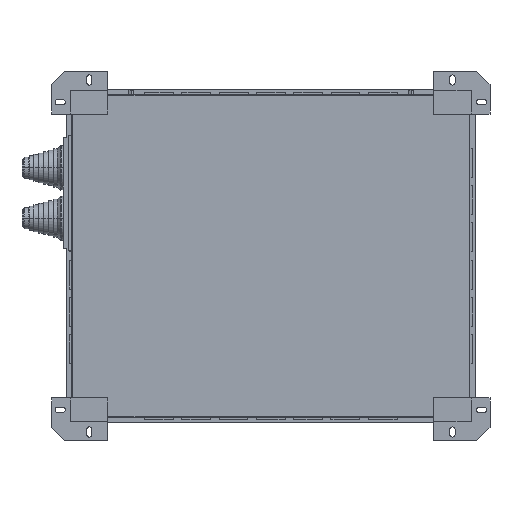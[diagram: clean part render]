
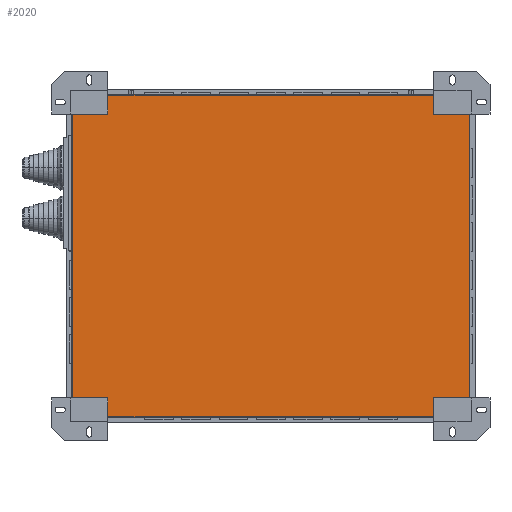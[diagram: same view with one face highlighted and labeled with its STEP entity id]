
A CAD part, front view. The second image highlights one B-rep face of the part: STEP entity #2020.
In plain terms, the highlighted planar face has unit normal (0, -1, 0).
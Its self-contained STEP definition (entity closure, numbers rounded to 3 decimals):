
#189 = VERTEX_POINT ( 'NONE', #64740 ) ;
#254 = CARTESIAN_POINT ( 'NONE',  ( -349.5, -7., -346. ) ) ;
#2020 = ADVANCED_FACE ( 'NONE', ( #71261 ), #66668, .F. ) ;
#2023 = CARTESIAN_POINT ( 'NONE',  ( 427., -7., 304.5 ) ) ;
#2605 = EDGE_CURVE ( 'NONE', #5449, #23711, #81082, .T. ) ;
#3009 = AXIS2_PLACEMENT_3D ( 'NONE', #60272, #42375, #61085 ) ;
#3681 = ORIENTED_EDGE ( 'NONE', *, *, #29107, .F. ) ;
#4753 = LINE ( 'NONE', #56704, #21758 ) ;
#5449 = VERTEX_POINT ( 'NONE', #47490 ) ;
#6821 = LINE ( 'NONE', #45635, #53735 ) ;
#7776 = CARTESIAN_POINT ( 'NONE',  ( -349.5, -7., 304.5 ) ) ;
#10141 = CARTESIAN_POINT ( 'NONE',  ( 427., -7., -304.5 ) ) ;
#11758 = LINE ( 'NONE', #10141, #65647 ) ;
#12444 = EDGE_CURVE ( 'NONE', #41295, #189, #11758, .T. ) ;
#14329 = CARTESIAN_POINT ( 'NONE',  ( -349.5, -7., -346. ) ) ;
#16313 = DIRECTION ( 'NONE',  ( -1., 0., 0. ) ) ;
#16420 = DIRECTION ( 'NONE',  ( -1., 0., 0. ) ) ;
#17306 = EDGE_CURVE ( 'NONE', #49793, #41295, #53032, .T. ) ;
#17862 = ORIENTED_EDGE ( 'NONE', *, *, #37719, .F. ) ;
#18437 = DIRECTION ( 'NONE',  ( 1., 0., 0. ) ) ;
#19316 = CARTESIAN_POINT ( 'NONE',  ( 427., -7., -304.5 ) ) ;
#19341 = ORIENTED_EDGE ( 'NONE', *, *, #17306, .F. ) ;
#20096 = LINE ( 'NONE', #79652, #37070 ) ;
#20118 = ORIENTED_EDGE ( 'NONE', *, *, #79974, .F. ) ;
#20195 = ORIENTED_EDGE ( 'NONE', *, *, #28741, .F. ) ;
#21758 = VECTOR ( 'NONE', #18437, 1000. ) ;
#23711 = VERTEX_POINT ( 'NONE', #58667 ) ;
#24367 = ORIENTED_EDGE ( 'NONE', *, *, #70564, .F. ) ;
#24984 = DIRECTION ( 'NONE',  ( 0., 0., -1. ) ) ;
#25433 = VERTEX_POINT ( 'NONE', #7776 ) ;
#26411 = DIRECTION ( 'NONE',  ( 0., 0., -1. ) ) ;
#28741 = EDGE_CURVE ( 'NONE', #25433, #36655, #20096, .T. ) ;
#29107 = EDGE_CURVE ( 'NONE', #55571, #52275, #6821, .T. ) ;
#30199 = VERTEX_POINT ( 'NONE', #14329 ) ;
#30684 = CARTESIAN_POINT ( 'NONE',  ( 349.5, -7., 304.5 ) ) ;
#33460 = VECTOR ( 'NONE', #16420, 1000. ) ;
#33630 = ORIENTED_EDGE ( 'NONE', *, *, #45343, .F. ) ;
#34046 = EDGE_LOOP ( 'NONE', ( #40169, #19341, #33630, #3681, #45986, #20195, #53088, #36598, #44050, #24367, #20118, #17862 ) ) ;
#34790 = VERTEX_POINT ( 'NONE', #82137 ) ;
#34858 = CARTESIAN_POINT ( 'NONE',  ( 427., -7., -304.5 ) ) ;
#35868 = CARTESIAN_POINT ( 'NONE',  ( 349.5, -7., -346. ) ) ;
#36598 = ORIENTED_EDGE ( 'NONE', *, *, #2605, .T. ) ;
#36655 = VERTEX_POINT ( 'NONE', #75115 ) ;
#37070 = VECTOR ( 'NONE', #65751, 1000. ) ;
#37635 = LINE ( 'NONE', #2023, #43636 ) ;
#37698 = LINE ( 'NONE', #44212, #43709 ) ;
#37719 = EDGE_CURVE ( 'NONE', #189, #40027, #61453, .T. ) ;
#40027 = VERTEX_POINT ( 'NONE', #43281 ) ;
#40169 = ORIENTED_EDGE ( 'NONE', *, *, #12444, .F. ) ;
#40289 = DIRECTION ( 'NONE',  ( 1., 0., 0. ) ) ;
#41295 = VERTEX_POINT ( 'NONE', #19316 ) ;
#42375 = DIRECTION ( 'NONE',  ( 0., 1., 0. ) ) ;
#43098 = DIRECTION ( 'NONE',  ( 0., 0., -1. ) ) ;
#43281 = CARTESIAN_POINT ( 'NONE',  ( 349.5, -7., -346. ) ) ;
#43636 = VECTOR ( 'NONE', #40289, 1000. ) ;
#43709 = VECTOR ( 'NONE', #63190, 1000. ) ;
#44050 = ORIENTED_EDGE ( 'NONE', *, *, #77538, .F. ) ;
#44212 = CARTESIAN_POINT ( 'NONE',  ( 427., -7., 346. ) ) ;
#45043 = CARTESIAN_POINT ( 'NONE',  ( -427., -7., -346. ) ) ;
#45343 = EDGE_CURVE ( 'NONE', #52275, #49793, #4753, .T. ) ;
#45635 = CARTESIAN_POINT ( 'NONE',  ( 349.5, -7., -346. ) ) ;
#45958 = CARTESIAN_POINT ( 'NONE',  ( 349.5, -7., 346. ) ) ;
#45986 = ORIENTED_EDGE ( 'NONE', *, *, #52884, .T. ) ;
#47490 = CARTESIAN_POINT ( 'NONE',  ( -427., -7., 304.5 ) ) ;
#48658 = VECTOR ( 'NONE', #70016, 1000. ) ;
#49793 = VERTEX_POINT ( 'NONE', #55242 ) ;
#52275 = VERTEX_POINT ( 'NONE', #30684 ) ;
#52884 = EDGE_CURVE ( 'NONE', #55571, #36655, #37698, .T. ) ;
#53032 = LINE ( 'NONE', #70554, #58009 ) ;
#53088 = ORIENTED_EDGE ( 'NONE', *, *, #61895, .F. ) ;
#53735 = VECTOR ( 'NONE', #26411, 1000. ) ;
#55242 = CARTESIAN_POINT ( 'NONE',  ( 427., -7., 304.5 ) ) ;
#55571 = VERTEX_POINT ( 'NONE', #45958 ) ;
#56704 = CARTESIAN_POINT ( 'NONE',  ( 427., -7., 304.5 ) ) ;
#58009 = VECTOR ( 'NONE', #71630, 1000. ) ;
#58667 = CARTESIAN_POINT ( 'NONE',  ( -427., -7., -304.5 ) ) ;
#60272 = CARTESIAN_POINT ( 'NONE',  ( 427., -7., -346. ) ) ;
#61085 = DIRECTION ( 'NONE',  ( 0., 0., 1. ) ) ;
#61453 = LINE ( 'NONE', #35868, #72382 ) ;
#61895 = EDGE_CURVE ( 'NONE', #5449, #25433, #37635, .T. ) ;
#63190 = DIRECTION ( 'NONE',  ( -1., 0., 0. ) ) ;
#64740 = CARTESIAN_POINT ( 'NONE',  ( 349.5, -7., -304.5 ) ) ;
#65647 = VECTOR ( 'NONE', #16313, 1000. ) ;
#65751 = DIRECTION ( 'NONE',  ( 0., 0., 1. ) ) ;
#66668 = PLANE ( 'NONE',  #3009 ) ;
#67653 = LINE ( 'NONE', #254, #48658 ) ;
#68287 = DIRECTION ( 'NONE',  ( -1., 0., 0. ) ) ;
#69006 = LINE ( 'NONE', #73815, #81946 ) ;
#69179 = VECTOR ( 'NONE', #24984, 1000. ) ;
#70016 = DIRECTION ( 'NONE',  ( 0., 0., 1. ) ) ;
#70554 = CARTESIAN_POINT ( 'NONE',  ( 427., -7., -346. ) ) ;
#70564 = EDGE_CURVE ( 'NONE', #30199, #34790, #67653, .T. ) ;
#71261 = FACE_OUTER_BOUND ( 'NONE', #34046, .T. ) ;
#71630 = DIRECTION ( 'NONE',  ( 0., 0., -1. ) ) ;
#72382 = VECTOR ( 'NONE', #43098, 1000. ) ;
#73815 = CARTESIAN_POINT ( 'NONE',  ( 427., -7., -346. ) ) ;
#75115 = CARTESIAN_POINT ( 'NONE',  ( -349.5, -7., 346. ) ) ;
#77538 = EDGE_CURVE ( 'NONE', #34790, #23711, #81388, .T. ) ;
#79652 = CARTESIAN_POINT ( 'NONE',  ( -349.5, -7., -346. ) ) ;
#79974 = EDGE_CURVE ( 'NONE', #40027, #30199, #69006, .T. ) ;
#81082 = LINE ( 'NONE', #45043, #69179 ) ;
#81388 = LINE ( 'NONE', #34858, #33460 ) ;
#81946 = VECTOR ( 'NONE', #68287, 1000. ) ;
#82137 = CARTESIAN_POINT ( 'NONE',  ( -349.5, -7., -304.5 ) ) ;
